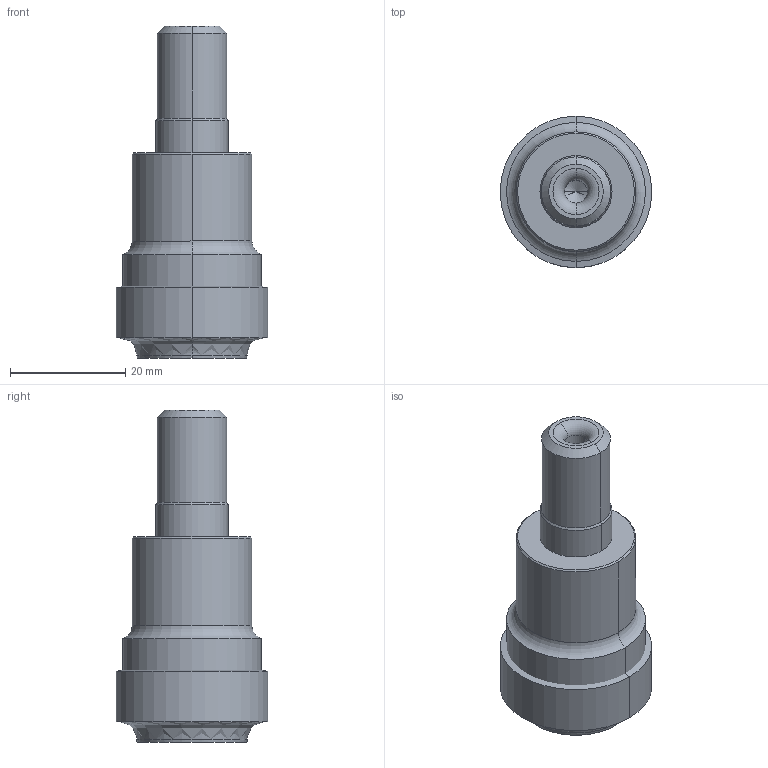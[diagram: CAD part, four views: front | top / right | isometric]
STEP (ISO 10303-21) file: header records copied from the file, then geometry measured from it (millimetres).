
FILE_DESCRIPTION((''),'2;1');
FILE_NAME('15R1V025035X7R00','2015-11-07T',('tewess'),(''),'PRO/ENGINEER BY PARAMETRIC TECHNOLOGY CORPORATION, 2011490','PRO/ENGINEER BY PARAMETRIC TECHNOLOGY CORPORATION, 2011490','');
FILE_SCHEMA(('AUTOMOTIVE_DESIGN { 1 2 10303 214 0 1 1 1 }'));
Length unit declared in the file: millimetre
Products named in the file (3): NOCUT; CUT; 15R1V025035X7R00
Assembly tree (2 placements, depth 2):
  15R1V025035X7R00
    NOCUT
    CUT
Bounding box: 26.26 x 26.26 x 57.54 mm (x, y, z)
Volume: 20748.5 mm3; surface area: 6345.3 mm2
Topology: 2 solids, 2 shells, 53 faces, 110 edges, 64 vertices
Faces by surface type: cone 16, revolution 14, cylinder 10, torus 8, plane 5
Entity records: 2782 total; most frequent: CARTESIAN_POINT 1115, DIRECTION 270, ORIENTED_EDGE 212, PRESENTATION_STYLE_ASSIGNMENT 114, STYLED_ITEM 114, AXIS2_PLACEMENT_3D 114, CURVE_STYLE 112, EDGE_CURVE 106
